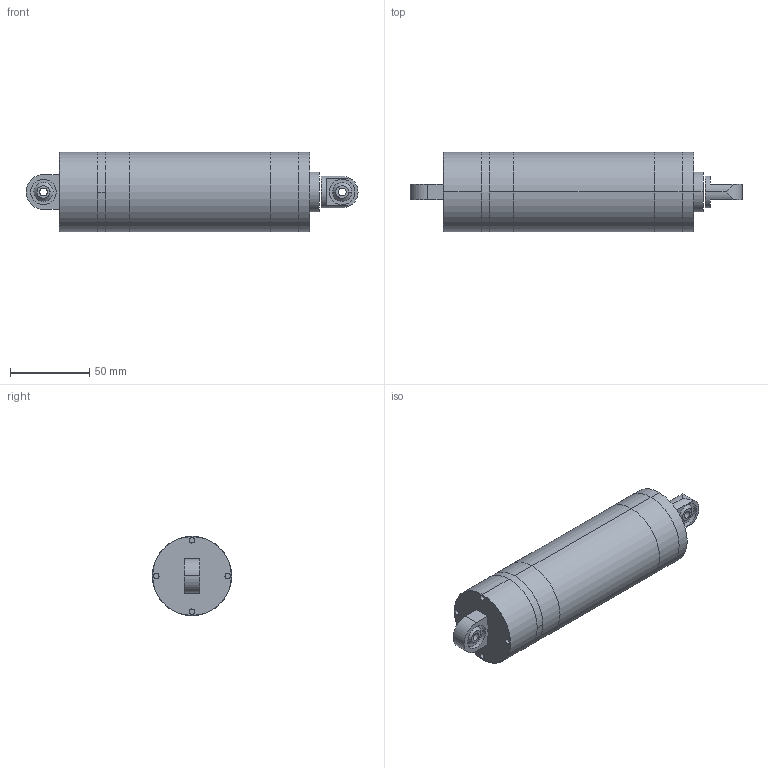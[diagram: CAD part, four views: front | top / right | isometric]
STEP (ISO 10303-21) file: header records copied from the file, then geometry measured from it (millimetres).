
FILE_DESCRIPTION (( 'STEP AP203' ), '1' );
FILE_NAME ('A-79822rev.I 俋倛芞 SEA801-XXX.STEP', '2023-12-25T02:57:42', ( '' ), ( '' ), 'SwSTEP 2.0', 'SolidWorks 2016', '' );
FILE_SCHEMA (( 'CONFIG_CONTROL_DESIGN' ));
Length unit declared in the file: millimetre
Products named in the file (1): A-79822rev.I 俋倛芞 SEA801-XXX
Bounding box: 209 x 50 x 50 mm (x, y, z)
Surface area: 41237.3 mm2 (no closed solid volume)
Topology: 0 solids, 10 shells, 75 faces, 212 edges, 160 vertices
Faces by surface type: cylinder 36, plane 29, cone 10
Entity records: 2658 total; most frequent: DIRECTION 502, CARTESIAN_POINT 460, ORIENTED_EDGE 360, AXIS2_PLACEMENT_3D 218, EDGE_CURVE 212, VERTEX_POINT 160, CIRCLE 142, EDGE_LOOP 116
